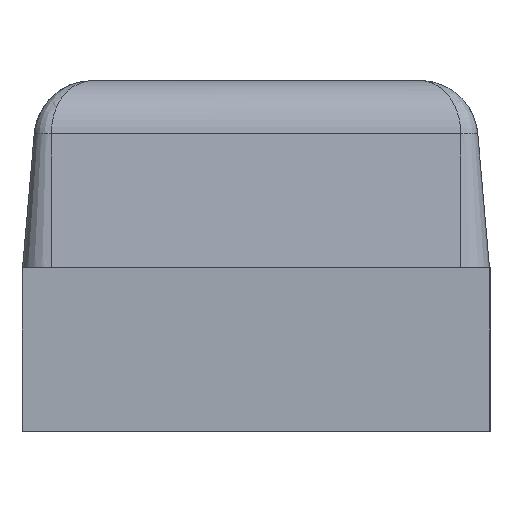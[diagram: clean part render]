
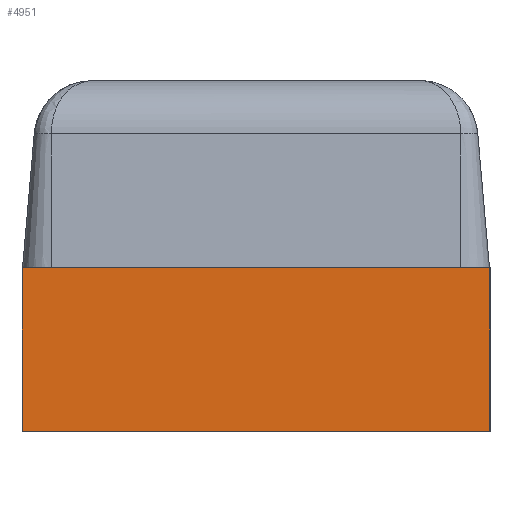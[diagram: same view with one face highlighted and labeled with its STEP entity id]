
A CAD part, left-side view. The second image highlights one B-rep face of the part: STEP entity #4951.
In plain terms, the highlighted planar face has unit normal (-1, 0, 0).
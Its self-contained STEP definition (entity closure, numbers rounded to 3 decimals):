
#277 = CARTESIAN_POINT ( 'NONE',  ( -0.81, -0.4, 0.27 ) ) ;
#360 = LINE ( 'NONE', #4267, #4569 ) ;
#657 = LINE ( 'NONE', #5398, #3598 ) ;
#677 = EDGE_CURVE ( 'NONE', #904, #3512, #657, .T. ) ;
#768 = VERTEX_POINT ( 'NONE', #3386 ) ;
#904 = VERTEX_POINT ( 'NONE', #6046 ) ;
#1271 = DIRECTION ( 'NONE',  ( 0., 0., 1. ) ) ;
#1346 = EDGE_CURVE ( 'NONE', #3479, #768, #360, .T. ) ;
#1363 = DIRECTION ( 'NONE',  ( 0., -1., 0. ) ) ;
#1587 = ORIENTED_EDGE ( 'NONE', *, *, #677, .T. ) ;
#1920 = EDGE_CURVE ( 'NONE', #3479, #904, #4994, .T. ) ;
#1962 = VECTOR ( 'NONE', #1363, 1000. ) ;
#2111 = DIRECTION ( 'NONE',  ( 1., 0., 0. ) ) ;
#2136 = VECTOR ( 'NONE', #4920, 1000. ) ;
#2896 = CARTESIAN_POINT ( 'NONE',  ( -0.81, 0.4, -0.01 ) ) ;
#3014 = ORIENTED_EDGE ( 'NONE', *, *, #1920, .T. ) ;
#3386 = CARTESIAN_POINT ( 'NONE',  ( -0.81, 0.4, 0.27 ) ) ;
#3479 = VERTEX_POINT ( 'NONE', #2896 ) ;
#3512 = VERTEX_POINT ( 'NONE', #277 ) ;
#3552 = AXIS2_PLACEMENT_3D ( 'NONE', #5170, #2111, #4163 ) ;
#3598 = VECTOR ( 'NONE', #1271, 1000. ) ;
#4008 = ORIENTED_EDGE ( 'NONE', *, *, #4212, .F. ) ;
#4163 = DIRECTION ( 'NONE',  ( 0., 0., -1. ) ) ;
#4212 = EDGE_CURVE ( 'NONE', #768, #3512, #4291, .T. ) ;
#4267 = CARTESIAN_POINT ( 'NONE',  ( -0.81, 0.4, 0. ) ) ;
#4291 = LINE ( 'NONE', #5984, #2136 ) ;
#4569 = VECTOR ( 'NONE', #6319, 1000. ) ;
#4920 = DIRECTION ( 'NONE',  ( 0., -1., 0. ) ) ;
#4951 = ADVANCED_FACE ( 'NONE', ( #4952 ), #6092, .F. ) ;
#4952 = FACE_OUTER_BOUND ( 'NONE', #6272, .T. ) ;
#4994 = LINE ( 'NONE', #5474, #1962 ) ;
#5170 = CARTESIAN_POINT ( 'NONE',  ( -0.81, 0.4, 0. ) ) ;
#5375 = ORIENTED_EDGE ( 'NONE', *, *, #1346, .F. ) ;
#5398 = CARTESIAN_POINT ( 'NONE',  ( -0.81, -0.4, 0. ) ) ;
#5474 = CARTESIAN_POINT ( 'NONE',  ( -0.81, 0.4, -0.01 ) ) ;
#5984 = CARTESIAN_POINT ( 'NONE',  ( -0.81, 0.4, 0.27 ) ) ;
#6046 = CARTESIAN_POINT ( 'NONE',  ( -0.81, -0.4, -0.01 ) ) ;
#6092 = PLANE ( 'NONE',  #3552 ) ;
#6272 = EDGE_LOOP ( 'NONE', ( #1587, #4008, #5375, #3014 ) ) ;
#6319 = DIRECTION ( 'NONE',  ( 0., 0., 1. ) ) ;
